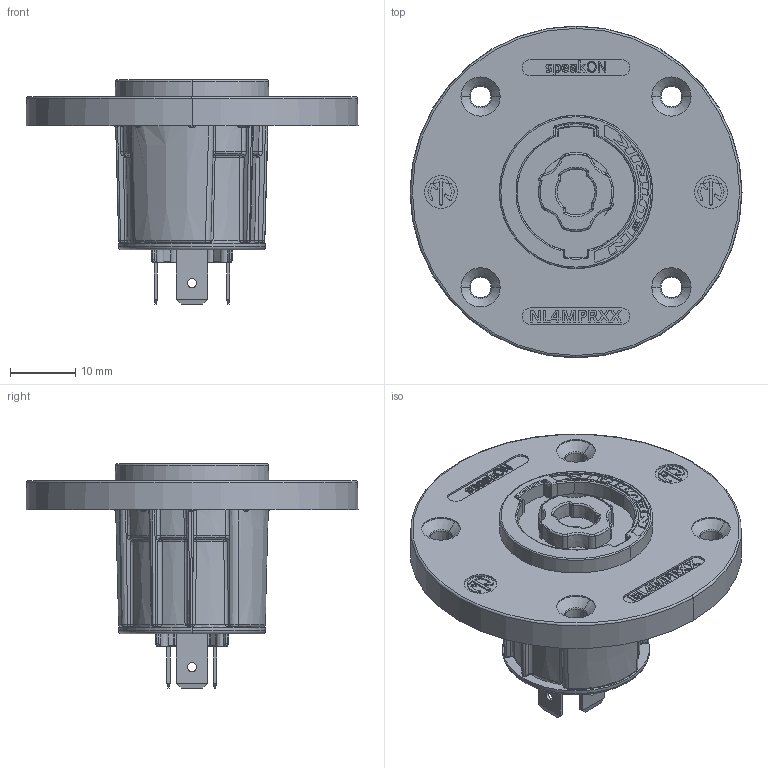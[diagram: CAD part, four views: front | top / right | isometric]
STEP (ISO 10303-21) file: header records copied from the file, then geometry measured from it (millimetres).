
FILE_DESCRIPTION((''),'2;1');
FILE_NAME('NL4MPRXX','2020-02-18T06:56:07',('phk'),(''),'CREO PARAMETRIC BY PTC INC, 2019080','CREO PARAMETRIC BY PTC INC, 2019080','');
FILE_SCHEMA(('CONFIG_CONTROL_DESIGN'));
Products named in the file (1): NL4MPRXX
Bounding box: 50.8 x 50.8 x 34.3 mm (x, y, z)
Volume: 13690.7 mm3; surface area: 9181.9 mm2
Topology: 1 solids, 6 shells, 1451 faces, 3550 edges, 2163 vertices
Faces by surface type: plane 473, bspline 280, cylinder 214, extrusion 166, torus 125, cone 116, sphere 77
Entity records: 58865 total; most frequent: CARTESIAN_POINT 27277, ORIENTED_EDGE 7090, DIRECTION 5659, EDGE_CURVE 3550, VERTEX_POINT 2163, AXIS2_PLACEMENT_3D 2002, VECTOR 1655, EDGE_LOOP 1535
